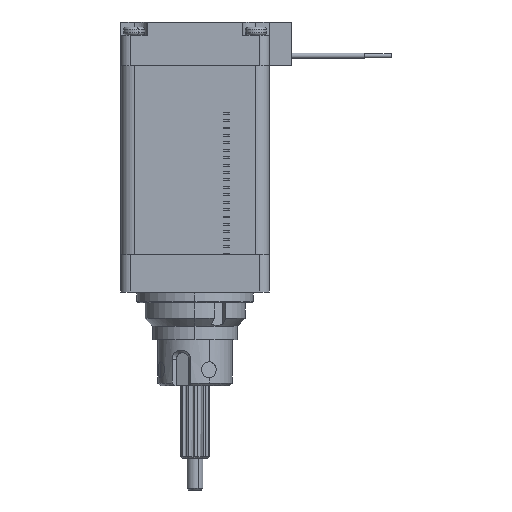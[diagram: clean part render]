
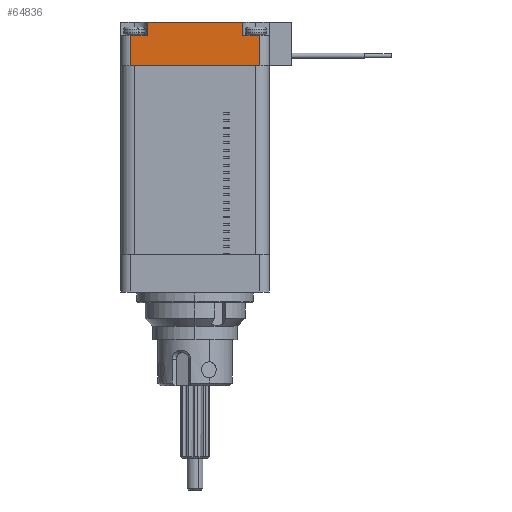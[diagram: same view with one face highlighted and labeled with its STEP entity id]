
A CAD part, left-side view. The second image highlights one B-rep face of the part: STEP entity #64836.
In plain terms, the highlighted planar face has unit normal (-1, 0, 0).
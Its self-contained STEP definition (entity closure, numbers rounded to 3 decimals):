
#2364 = ORIENTED_EDGE ( 'NONE', *, *, #35272, .F. ) ;
#3879 = LINE ( 'NONE', #70971, #31686 ) ;
#4345 = DIRECTION ( 'NONE',  ( 0., 0., 1. ) ) ;
#6804 = CARTESIAN_POINT ( 'NONE',  ( -14., -12.2, 9. ) ) ;
#7236 = DIRECTION ( 'NONE',  ( 0., 1., 0. ) ) ;
#7276 = EDGE_CURVE ( 'NONE', #100259, #79255, #32003, .T. ) ;
#9206 = ORIENTED_EDGE ( 'NONE', *, *, #11380, .F. ) ;
#11380 = EDGE_CURVE ( 'NONE', #75430, #40915, #121851, .T. ) ;
#13517 = VECTOR ( 'NONE', #4345, 1000. ) ;
#14342 = ORIENTED_EDGE ( 'NONE', *, *, #19070, .T. ) ;
#17916 = EDGE_LOOP ( 'NONE', ( #42966, #54821, #14342, #100713, #9206, #2364, #124231, #59186 ) ) ;
#18006 = LINE ( 'NONE', #63569, #56802 ) ;
#19070 = EDGE_CURVE ( 'NONE', #56065, #50806, #96720, .T. ) ;
#19756 = VERTEX_POINT ( 'NONE', #27978 ) ;
#20808 = EDGE_CURVE ( 'NONE', #100259, #56065, #34052, .T. ) ;
#21548 = VECTOR ( 'NONE', #97955, 1000. ) ;
#21723 = EDGE_CURVE ( 'NONE', #50806, #40915, #29253, .T. ) ;
#27978 = CARTESIAN_POINT ( 'NONE',  ( -14., 12.2, 6.5 ) ) ;
#29253 = LINE ( 'NONE', #55874, #90454 ) ;
#31686 = VECTOR ( 'NONE', #89325, 1000. ) ;
#32003 = LINE ( 'NONE', #70599, #83746 ) ;
#33414 = AXIS2_PLACEMENT_3D ( 'NONE', #92405, #33572, #42448 ) ;
#33572 = DIRECTION ( 'NONE',  ( 1., 0., 0. ) ) ;
#34052 = LINE ( 'NONE', #6804, #88279 ) ;
#34209 = PLANE ( 'NONE',  #33414 ) ;
#34642 = EDGE_CURVE ( 'NONE', #19756, #53090, #3879, .T. ) ;
#34667 = DIRECTION ( 'NONE',  ( 0., 0., 1. ) ) ;
#35272 = EDGE_CURVE ( 'NONE', #53090, #75430, #52435, .T. ) ;
#36979 = DIRECTION ( 'NONE',  ( 0., 0., -1. ) ) ;
#40915 = VERTEX_POINT ( 'NONE', #69718 ) ;
#42448 = DIRECTION ( 'NONE',  ( 0., 1., 0. ) ) ;
#42966 = ORIENTED_EDGE ( 'NONE', *, *, #7276, .F. ) ;
#50806 = VERTEX_POINT ( 'NONE', #84396 ) ;
#52435 = LINE ( 'NONE', #91043, #13517 ) ;
#52565 = FACE_OUTER_BOUND ( 'NONE', #17916, .T. ) ;
#53090 = VERTEX_POINT ( 'NONE', #116265 ) ;
#54821 = ORIENTED_EDGE ( 'NONE', *, *, #20808, .T. ) ;
#55874 = CARTESIAN_POINT ( 'NONE',  ( -14., -9., 6.5 ) ) ;
#55970 = VECTOR ( 'NONE', #95251, 1000. ) ;
#56065 = VERTEX_POINT ( 'NONE', #120655 ) ;
#56802 = VECTOR ( 'NONE', #36979, 1000. ) ;
#58201 = CARTESIAN_POINT ( 'NONE',  ( -14., 9., 9. ) ) ;
#59186 = ORIENTED_EDGE ( 'NONE', *, *, #83347, .T. ) ;
#63569 = CARTESIAN_POINT ( 'NONE',  ( -14., 12.2, 9. ) ) ;
#64836 = ADVANCED_FACE ( 'NONE', ( #52565 ), #34209, .F. ) ;
#68245 = CARTESIAN_POINT ( 'NONE',  ( -14., -12.2, 6.5 ) ) ;
#69718 = CARTESIAN_POINT ( 'NONE',  ( -14., -9., 9. ) ) ;
#70599 = CARTESIAN_POINT ( 'NONE',  ( -14., -12.2, 0.7 ) ) ;
#70971 = CARTESIAN_POINT ( 'NONE',  ( -14., 12.2, 6.5 ) ) ;
#75430 = VERTEX_POINT ( 'NONE', #58201 ) ;
#76742 = DIRECTION ( 'NONE',  ( 0., 0., 1. ) ) ;
#79255 = VERTEX_POINT ( 'NONE', #117506 ) ;
#83243 = CARTESIAN_POINT ( 'NONE',  ( -14., 14., 9. ) ) ;
#83347 = EDGE_CURVE ( 'NONE', #19756, #79255, #18006, .T. ) ;
#83746 = VECTOR ( 'NONE', #7236, 1000. ) ;
#84396 = CARTESIAN_POINT ( 'NONE',  ( -14., -9., 6.5 ) ) ;
#88279 = VECTOR ( 'NONE', #34667, 1000. ) ;
#89325 = DIRECTION ( 'NONE',  ( 0., -1., 0. ) ) ;
#90454 = VECTOR ( 'NONE', #76742, 1000. ) ;
#91043 = CARTESIAN_POINT ( 'NONE',  ( -14., 9., 6.5 ) ) ;
#92405 = CARTESIAN_POINT ( 'NONE',  ( -14., 14., 9. ) ) ;
#95251 = DIRECTION ( 'NONE',  ( 0., -1., 0. ) ) ;
#96720 = LINE ( 'NONE', #68245, #21548 ) ;
#97955 = DIRECTION ( 'NONE',  ( 0., 1., 0. ) ) ;
#100259 = VERTEX_POINT ( 'NONE', #112973 ) ;
#100713 = ORIENTED_EDGE ( 'NONE', *, *, #21723, .T. ) ;
#112973 = CARTESIAN_POINT ( 'NONE',  ( -14., -12.2, 0.7 ) ) ;
#116265 = CARTESIAN_POINT ( 'NONE',  ( -14., 9., 6.5 ) ) ;
#117506 = CARTESIAN_POINT ( 'NONE',  ( -14., 12.2, 0.7 ) ) ;
#120655 = CARTESIAN_POINT ( 'NONE',  ( -14., -12.2, 6.5 ) ) ;
#121851 = LINE ( 'NONE', #83243, #55970 ) ;
#124231 = ORIENTED_EDGE ( 'NONE', *, *, #34642, .F. ) ;
